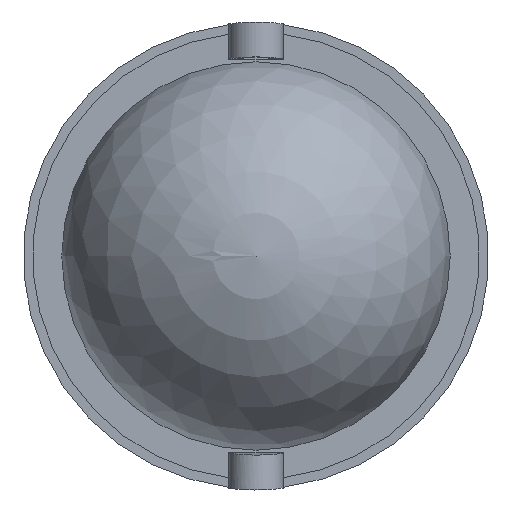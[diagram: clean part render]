
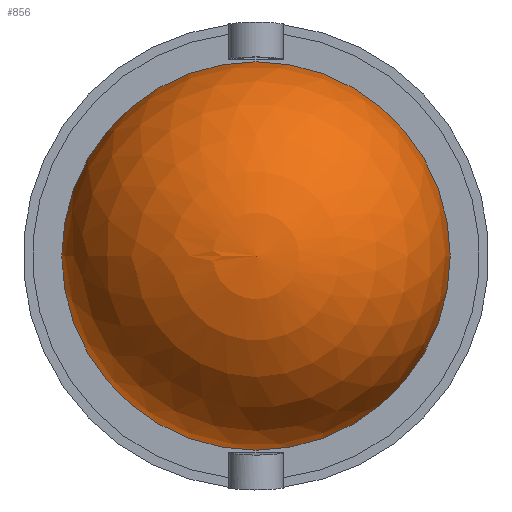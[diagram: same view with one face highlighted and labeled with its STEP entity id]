
A CAD part, front view. The second image highlights one B-rep face of the part: STEP entity #856.
In plain terms, the highlighted spherical face has radius 10 mm.
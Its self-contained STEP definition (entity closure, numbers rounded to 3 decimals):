
#856=ADVANCED_FACE('',(#1473),#1475,.T.);
#1473=FACE_OUTER_BOUND('',#1474,.T.);
#1474=EDGE_LOOP('',(#1900));
#1475=SPHERICAL_SURFACE('',#1476,10.);
#1476=AXIS2_PLACEMENT_3D('',#1477,#1478,#1479);
#1477=CARTESIAN_POINT('',(0.,0.,0.));
#1478=DIRECTION('',(0.,0.,-1.));
#1479=DIRECTION('',(-1.,0.,0.));
#1900=ORIENTED_EDGE('',*,*,#2084,.F.);
#2084=EDGE_CURVE('',#2407,#2407,#2408,.T.);
#2407=VERTEX_POINT('',#3420);
#2408=CIRCLE('',#3421,10.);
#3420=CARTESIAN_POINT('',(-10.,0.,0.));
#3421=AXIS2_PLACEMENT_3D('',#3422,#3423,#3424);
#3422=CARTESIAN_POINT('',(0.,0.,0.));
#3423=DIRECTION('',(0.,0.,-1.));
#3424=DIRECTION('',(-1.,0.,0.));
